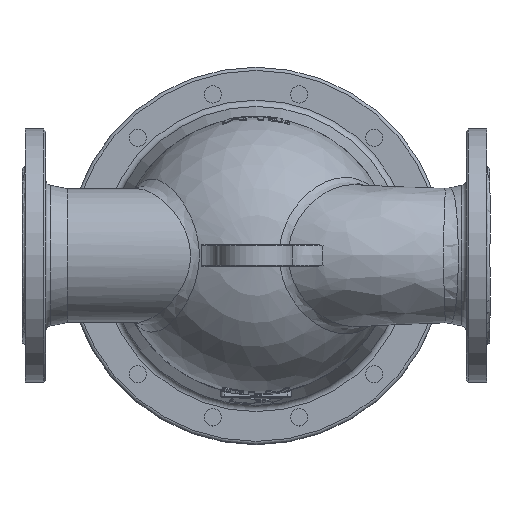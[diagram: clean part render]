
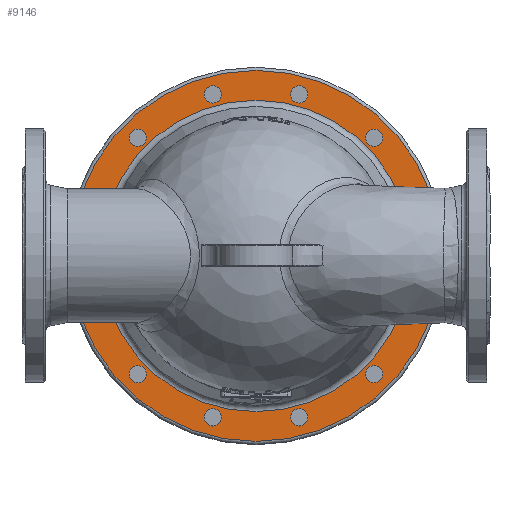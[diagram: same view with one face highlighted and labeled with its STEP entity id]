
A CAD part, top view. The second image highlights one B-rep face of the part: STEP entity #9146.
In plain terms, the highlighted planar face has unit normal (0, 0, 1).
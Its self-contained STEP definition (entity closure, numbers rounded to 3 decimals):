
#1487=PLANE('',#10177);
#1800=FACE_BOUND('',#3198,.T.);
#1801=FACE_BOUND('',#3199,.T.);
#1802=FACE_BOUND('',#3200,.T.);
#1803=FACE_BOUND('',#3201,.T.);
#1804=FACE_BOUND('',#3202,.T.);
#1805=FACE_BOUND('',#3203,.T.);
#1806=FACE_BOUND('',#3204,.T.);
#1807=FACE_BOUND('',#3205,.T.);
#1808=FACE_BOUND('',#3206,.T.);
#1809=FACE_BOUND('',#3207,.T.);
#1810=FACE_BOUND('',#3208,.T.);
#1811=FACE_BOUND('',#3209,.T.);
#1812=FACE_BOUND('',#3210,.T.);
#2409=FACE_OUTER_BOUND('',#3197,.T.);
#3197=EDGE_LOOP('',(#8196));
#3198=EDGE_LOOP('',(#8197));
#3199=EDGE_LOOP('',(#8198));
#3200=EDGE_LOOP('',(#8199));
#3201=EDGE_LOOP('',(#8200));
#3202=EDGE_LOOP('',(#8201));
#3203=EDGE_LOOP('',(#8202));
#3204=EDGE_LOOP('',(#8203));
#3205=EDGE_LOOP('',(#8204));
#3206=EDGE_LOOP('',(#8205));
#3207=EDGE_LOOP('',(#8206));
#3208=EDGE_LOOP('',(#8207));
#3209=EDGE_LOOP('',(#8208));
#3210=EDGE_LOOP('',(#8209));
#3454=CIRCLE('',#9507,8.);
#3458=CIRCLE('',#9514,8.);
#3462=CIRCLE('',#9521,8.);
#3466=CIRCLE('',#9528,8.);
#3470=CIRCLE('',#9535,8.);
#3474=CIRCLE('',#9542,8.);
#3478=CIRCLE('',#9549,8.);
#3482=CIRCLE('',#9556,8.);
#3486=CIRCLE('',#9563,8.);
#3490=CIRCLE('',#9570,8.);
#3494=CIRCLE('',#9577,8.);
#3575=CIRCLE('',#9815,8.);
#3742=CIRCLE('',#10175,172.);
#3744=CIRCLE('',#10178,144.344);
#4073=VERTEX_POINT('',#14059);
#4077=VERTEX_POINT('',#14070);
#4081=VERTEX_POINT('',#14081);
#4085=VERTEX_POINT('',#14092);
#4089=VERTEX_POINT('',#14103);
#4093=VERTEX_POINT('',#14114);
#4097=VERTEX_POINT('',#14125);
#4101=VERTEX_POINT('',#14136);
#4105=VERTEX_POINT('',#14147);
#4109=VERTEX_POINT('',#14158);
#4113=VERTEX_POINT('',#14169);
#4326=VERTEX_POINT('',#15148);
#4592=VERTEX_POINT('',#17270);
#4594=VERTEX_POINT('',#17275);
#5050=EDGE_CURVE('',#4073,#4073,#3454,.T.);
#5054=EDGE_CURVE('',#4077,#4077,#3458,.T.);
#5058=EDGE_CURVE('',#4081,#4081,#3462,.T.);
#5062=EDGE_CURVE('',#4085,#4085,#3466,.T.);
#5066=EDGE_CURVE('',#4089,#4089,#3470,.T.);
#5070=EDGE_CURVE('',#4093,#4093,#3474,.T.);
#5074=EDGE_CURVE('',#4097,#4097,#3478,.T.);
#5078=EDGE_CURVE('',#4101,#4101,#3482,.T.);
#5082=EDGE_CURVE('',#4105,#4105,#3486,.T.);
#5086=EDGE_CURVE('',#4109,#4109,#3490,.T.);
#5090=EDGE_CURVE('',#4113,#4113,#3494,.T.);
#5435=EDGE_CURVE('',#4326,#4326,#3575,.T.);
#5821=EDGE_CURVE('',#4592,#4592,#3742,.T.);
#5823=EDGE_CURVE('',#4594,#4594,#3744,.T.);
#8196=ORIENTED_EDGE('',*,*,#5821,.F.);
#8197=ORIENTED_EDGE('',*,*,#5050,.T.);
#8198=ORIENTED_EDGE('',*,*,#5054,.T.);
#8199=ORIENTED_EDGE('',*,*,#5058,.T.);
#8200=ORIENTED_EDGE('',*,*,#5062,.T.);
#8201=ORIENTED_EDGE('',*,*,#5066,.T.);
#8202=ORIENTED_EDGE('',*,*,#5070,.T.);
#8203=ORIENTED_EDGE('',*,*,#5074,.T.);
#8204=ORIENTED_EDGE('',*,*,#5078,.T.);
#8205=ORIENTED_EDGE('',*,*,#5082,.T.);
#8206=ORIENTED_EDGE('',*,*,#5086,.T.);
#8207=ORIENTED_EDGE('',*,*,#5090,.T.);
#8208=ORIENTED_EDGE('',*,*,#5435,.T.);
#8209=ORIENTED_EDGE('',*,*,#5823,.F.);
#9146=ADVANCED_FACE('',(#2409,#1800,#1801,#1802,#1803,#1804,#1805,#1806,
#1807,#1808,#1809,#1810,#1811,#1812),#1487,.F.);
#9507=AXIS2_PLACEMENT_3D('',#14060,#11030,#11031);
#9514=AXIS2_PLACEMENT_3D('',#14071,#11044,#11045);
#9521=AXIS2_PLACEMENT_3D('',#14082,#11058,#11059);
#9528=AXIS2_PLACEMENT_3D('',#14093,#11072,#11073);
#9535=AXIS2_PLACEMENT_3D('',#14104,#11086,#11087);
#9542=AXIS2_PLACEMENT_3D('',#14115,#11100,#11101);
#9549=AXIS2_PLACEMENT_3D('',#14126,#11114,#11115);
#9556=AXIS2_PLACEMENT_3D('',#14137,#11128,#11129);
#9563=AXIS2_PLACEMENT_3D('',#14148,#11142,#11143);
#9570=AXIS2_PLACEMENT_3D('',#14159,#11156,#11157);
#9577=AXIS2_PLACEMENT_3D('',#14170,#11170,#11171);
#9815=AXIS2_PLACEMENT_3D('',#15149,#11778,#11779);
#10175=AXIS2_PLACEMENT_3D('',#17271,#12606,#12607);
#10177=AXIS2_PLACEMENT_3D('',#17274,#12610,#12611);
#10178=AXIS2_PLACEMENT_3D('',#17276,#12612,#12613);
#11030=DIRECTION('center_axis',(0.,0.,-1.));
#11031=DIRECTION('ref_axis',(0.866,-0.5,0.));
#11044=DIRECTION('center_axis',(0.,0.,-1.));
#11045=DIRECTION('ref_axis',(0.5,-0.866,0.));
#11058=DIRECTION('center_axis',(0.,0.,-1.));
#11059=DIRECTION('ref_axis',(0.,-1.,0.));
#11072=DIRECTION('center_axis',(0.,0.,-1.));
#11073=DIRECTION('ref_axis',(-0.5,-0.866,0.));
#11086=DIRECTION('center_axis',(0.,0.,-1.));
#11087=DIRECTION('ref_axis',(-0.866,-0.5,0.));
#11100=DIRECTION('center_axis',(0.,0.,-1.));
#11101=DIRECTION('ref_axis',(-1.,0.,0.));
#11114=DIRECTION('center_axis',(0.,0.,-1.));
#11115=DIRECTION('ref_axis',(-0.866,0.5,0.));
#11128=DIRECTION('center_axis',(0.,0.,-1.));
#11129=DIRECTION('ref_axis',(-0.5,0.866,0.));
#11142=DIRECTION('center_axis',(0.,0.,-1.));
#11143=DIRECTION('ref_axis',(0.,1.,0.));
#11156=DIRECTION('center_axis',(0.,0.,-1.));
#11157=DIRECTION('ref_axis',(0.5,0.866,0.));
#11170=DIRECTION('center_axis',(0.,0.,-1.));
#11171=DIRECTION('ref_axis',(0.866,0.5,0.));
#11778=DIRECTION('center_axis',(0.,0.,-1.));
#11779=DIRECTION('ref_axis',(1.,0.,0.));
#12606=DIRECTION('center_axis',(0.,0.,-1.));
#12607=DIRECTION('ref_axis',(-1.,0.,0.));
#12610=DIRECTION('center_axis',(0.,0.,-1.));
#12611=DIRECTION('ref_axis',(-1.,0.,0.));
#12612=DIRECTION('center_axis',(0.,0.,1.));
#12613=DIRECTION('ref_axis',(-1.,0.,0.));
#14059=CARTESIAN_POINT('',(-156.647,44.117,36.));
#14060=CARTESIAN_POINT('Origin',(-149.719,40.117,36.));
#14070=CARTESIAN_POINT('',(-113.602,116.53,36.));
#14071=CARTESIAN_POINT('Origin',(-109.602,109.602,36.));
#14081=CARTESIAN_POINT('',(-40.117,157.719,36.));
#14082=CARTESIAN_POINT('Origin',(-40.117,149.719,36.));
#14092=CARTESIAN_POINT('',(44.117,156.647,36.));
#14093=CARTESIAN_POINT('Origin',(40.117,149.719,36.));
#14103=CARTESIAN_POINT('',(116.53,113.602,36.));
#14104=CARTESIAN_POINT('Origin',(109.602,109.602,36.));
#14114=CARTESIAN_POINT('',(157.719,40.117,36.));
#14115=CARTESIAN_POINT('Origin',(149.719,40.117,36.));
#14125=CARTESIAN_POINT('',(156.647,-44.117,36.));
#14126=CARTESIAN_POINT('Origin',(149.719,-40.117,36.));
#14136=CARTESIAN_POINT('',(113.602,-116.53,36.));
#14137=CARTESIAN_POINT('Origin',(109.602,-109.602,36.));
#14147=CARTESIAN_POINT('',(40.117,-157.719,36.));
#14148=CARTESIAN_POINT('Origin',(40.117,-149.719,36.));
#14158=CARTESIAN_POINT('',(-44.117,-156.647,36.));
#14159=CARTESIAN_POINT('Origin',(-40.117,-149.719,36.));
#14169=CARTESIAN_POINT('',(-116.53,-113.602,36.));
#14170=CARTESIAN_POINT('Origin',(-109.602,-109.602,36.));
#15148=CARTESIAN_POINT('',(-157.719,-40.117,36.));
#15149=CARTESIAN_POINT('Origin',(-149.719,-40.117,36.));
#17270=CARTESIAN_POINT('',(172.,0.,36.));
#17271=CARTESIAN_POINT('Origin',(0.,0.,36.));
#17274=CARTESIAN_POINT('Origin',(0.,0.,36.));
#17275=CARTESIAN_POINT('',(144.344,0.,36.));
#17276=CARTESIAN_POINT('Origin',(0.,0.,36.));
